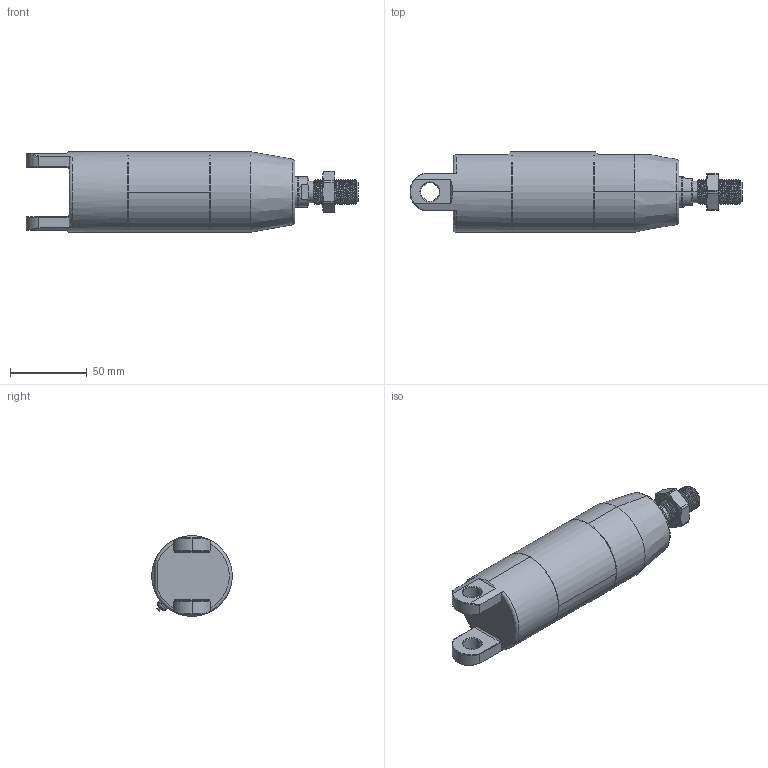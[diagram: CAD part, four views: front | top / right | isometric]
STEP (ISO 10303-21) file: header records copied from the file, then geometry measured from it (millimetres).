
FILE_DESCRIPTION (( 'STEP AP214' ), '1' );
FILE_NAME ('U050 0000 1118.STEP', '2021-05-05T08:32:19', ( '' ), ( '' ), 'SwSTEP 2.0', 'SolidWorks 2019', '' );
FILE_SCHEMA (( 'AUTOMOTIVE_DESIGN' ));
Length unit declared in the file: millimetre
Products named in the file (19): Bolt-DIN912_M12x40; Magnet_9350; 1050-18; 9036-01; Bremseskrue 16-50; Bremsepakning_PP2533N3589; 1050-11_1050-11; 9050-36JB2; Stempelstangsmøtrik_U1905930; Afstryger (32-125)_407287; 9020-34_9020-34-0; Oring_ORING 02,9 X 1,2; 9037-01-1; Leje_PAP2010P11; Stempeltætning_E45040N3578; Oring_ORING 47,35 X 1,78; 9050-35-R_1050-35-0; U050 0000 1118
Assembly tree (25 placements, depth 3):
  U050 0000 1118
    1050-11_1050-11
    1050-18
    9020-34_9020-34-0
    9050-35-R_1050-35-0
    Bremseskrue 16-50
      9036-01
      9037-01-1
      Oring_ORING 02,9 X 1,2
    Bremseskrue 16-50
      9036-01
      9037-01-1
      Oring_ORING 02,9 X 1,2
    Afstryger (32-125)_407287
    9050-36JB2  x2
    Leje_PAP2010P11
    Magnet_9350
    Bremsepakning_PP2533N3589  x2
    Stempeltætning_E45040N3578  x2
    Oring_ORING 47,35 X 1,78  x2
    Bolt-DIN912_M12x40
    Stempelstangsmøtrik_U1905930
Bounding box: 216 x 52.4 x 52.4 mm (x, y, z)
Volume: 293426.4 mm3; surface area: 116240.1 mm2
Topology: 23 solids, 23 shells, 728 faces, 1682 edges, 1041 vertices
Faces by surface type: cylinder 295, plane 187, cone 144, torus 89, bspline 13
Entity records: 31922 total; most frequent: CARTESIAN_POINT 18222, DIRECTION 2744, ORIENTED_EDGE 2700, EDGE_CURVE 1350, AXIS2_PLACEMENT_3D 1138, VERTEX_POINT 840, EDGE_LOOP 654, FACE_OUTER_BOUND 578
